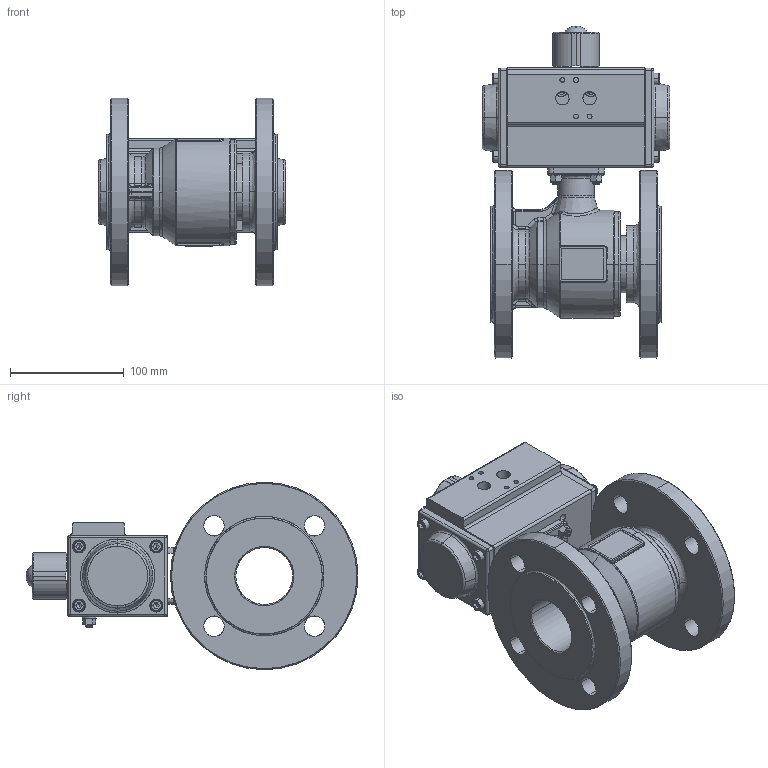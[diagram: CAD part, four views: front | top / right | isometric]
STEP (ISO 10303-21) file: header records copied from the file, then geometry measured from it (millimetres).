
FILE_DESCRIPTION (( 'STEP AP214' ), '1' );
FILE_NAME ('PK04_DN50 (PK04000008).STEP', '2022-04-08T08:31:16', ( '' ), ( '' ), 'SwSTEP 2.0', 'SolidWorks 2021', '' );
FILE_SCHEMA (( 'AUTOMOTIVE_DESIGN' ));
Length unit declared in the file: metre
Products named in the file (1): PK04_DN50 (PK04000008)
Bounding box: 165 x 292.15 x 165 mm (x, y, z)
Surface area: 233367.4 mm2 (no closed solid volume)
Topology: 0 solids, 681 shells, 844 faces, 3842 edges, 3619 vertices
Faces by surface type: cylinder 279, plane 270, bspline 181, cone 112, sphere 2
Entity records: 72876 total; most frequent: CARTESIAN_POINT 35096, DIRECTION 5403, ORIENTED_EDGE 4097, EDGE_CURVE 3814, VERTEX_POINT 3619, AXIS2_PLACEMENT_3D 1883, LINE 1637, VECTOR 1637
